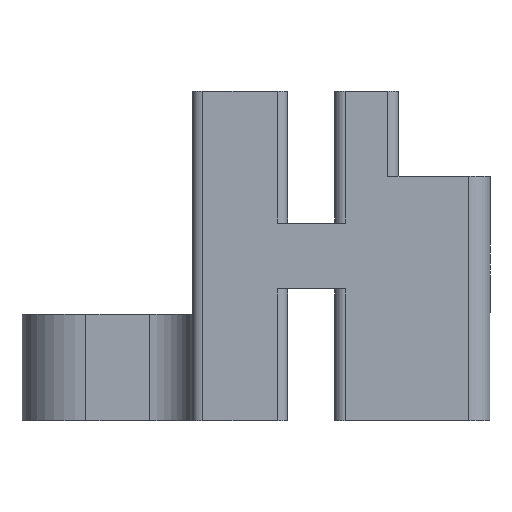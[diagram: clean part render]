
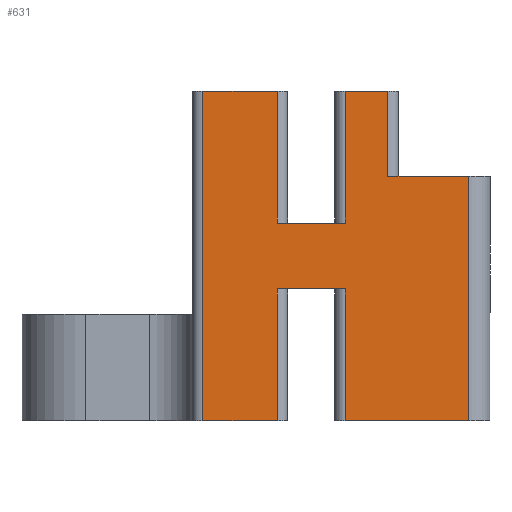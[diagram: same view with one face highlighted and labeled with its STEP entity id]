
A CAD part, left-side view. The second image highlights one B-rep face of the part: STEP entity #631.
In plain terms, the highlighted planar face has unit normal (-1, 0, 0).
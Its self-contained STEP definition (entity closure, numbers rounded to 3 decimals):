
#38 = LINE ( 'NONE', #2379, #3996 ) ;
#61 = LINE ( 'NONE', #4060, #3246 ) ;
#64 = VERTEX_POINT ( 'NONE', #2567 ) ;
#193 = CARTESIAN_POINT ( 'NONE',  ( -20.5, -4.2, 7.75 ) ) ;
#206 = VERTEX_POINT ( 'NONE', #299 ) ;
#230 = VERTEX_POINT ( 'NONE', #1438 ) ;
#243 = DIRECTION ( 'NONE',  ( 0., 0., 1. ) ) ;
#248 = LINE ( 'NONE', #2402, #1209 ) ;
#299 = CARTESIAN_POINT ( 'NONE',  ( -20.5, -6.2, 7.75 ) ) ;
#301 = LINE ( 'NONE', #2129, #3949 ) ;
#426 = LINE ( 'NONE', #3925, #4763 ) ;
#579 = EDGE_CURVE ( 'NONE', #4499, #2847, #3075, .T. ) ;
#614 = CARTESIAN_POINT ( 'NONE',  ( -20.5, -6.2, 7.75 ) ) ;
#631 = ADVANCED_FACE ( 'NONE', ( #2517 ), #4373, .F. ) ;
#686 = CARTESIAN_POINT ( 'NONE',  ( -20.5, -1., 7.75 ) ) ;
#695 = EDGE_CURVE ( 'NONE', #1929, #206, #3774, .T. ) ;
#724 = EDGE_CURVE ( 'NONE', #4591, #64, #426, .T. ) ;
#728 = ORIENTED_EDGE ( 'NONE', *, *, #4432, .T. ) ;
#900 = ORIENTED_EDGE ( 'NONE', *, *, #2437, .T. ) ;
#998 = ORIENTED_EDGE ( 'NONE', *, *, #1775, .F. ) ;
#1013 = LINE ( 'NONE', #614, #4734 ) ;
#1209 = VECTOR ( 'NONE', #1543, 1000. ) ;
#1433 = DIRECTION ( 'NONE',  ( 0., 0., 1. ) ) ;
#1437 = VECTOR ( 'NONE', #4357, 1000. ) ;
#1438 = CARTESIAN_POINT ( 'NONE',  ( -20.5, -1., 1.55 ) ) ;
#1527 = VECTOR ( 'NONE', #2421, 1000. ) ;
#1543 = DIRECTION ( 'NONE',  ( 0., -1., 0. ) ) ;
#1596 = DIRECTION ( 'NONE',  ( 0., 0., -1. ) ) ;
#1632 = DIRECTION ( 'NONE',  ( 0., 0., -1. ) ) ;
#1638 = ORIENTED_EDGE ( 'NONE', *, *, #1864, .T. ) ;
#1702 = ORIENTED_EDGE ( 'NONE', *, *, #3915, .F. ) ;
#1775 = EDGE_CURVE ( 'NONE', #230, #2096, #2389, .T. ) ;
#1814 = ORIENTED_EDGE ( 'NONE', *, *, #2249, .T. ) ;
#1829 = VECTOR ( 'NONE', #4427, 1000. ) ;
#1850 = VERTEX_POINT ( 'NONE', #4492 ) ;
#1864 = EDGE_CURVE ( 'NONE', #2747, #1850, #301, .T. ) ;
#1929 = VERTEX_POINT ( 'NONE', #193 ) ;
#1987 = DIRECTION ( 'NONE',  ( 0., -1., 0. ) ) ;
#2022 = VECTOR ( 'NONE', #243, 1000. ) ;
#2061 = CARTESIAN_POINT ( 'NONE',  ( -20.5, -10., -7.75 ) ) ;
#2063 = VERTEX_POINT ( 'NONE', #2314 ) ;
#2096 = VERTEX_POINT ( 'NONE', #3130 ) ;
#2117 = LINE ( 'NONE', #4754, #1437 ) ;
#2129 = CARTESIAN_POINT ( 'NONE',  ( -20.5, -1.5, -1.55 ) ) ;
#2161 = VERTEX_POINT ( 'NONE', #4502 ) ;
#2249 = EDGE_CURVE ( 'NONE', #1850, #4094, #2117, .T. ) ;
#2314 = CARTESIAN_POINT ( 'NONE',  ( -20.5, -6.2, 3.75 ) ) ;
#2335 = VECTOR ( 'NONE', #1987, 1000. ) ;
#2347 = ORIENTED_EDGE ( 'NONE', *, *, #3800, .T. ) ;
#2355 = ORIENTED_EDGE ( 'NONE', *, *, #4982, .T. ) ;
#2379 = CARTESIAN_POINT ( 'NONE',  ( -20.5, -11., 7.75 ) ) ;
#2389 = LINE ( 'NONE', #3235, #3818 ) ;
#2395 = DIRECTION ( 'NONE',  ( 0., -1., 0. ) ) ;
#2402 = CARTESIAN_POINT ( 'NONE',  ( -20.5, -11., -7.75 ) ) ;
#2421 = DIRECTION ( 'NONE',  ( 0., 0., 1. ) ) ;
#2437 = EDGE_CURVE ( 'NONE', #230, #3257, #3032, .T. ) ;
#2517 = FACE_OUTER_BOUND ( 'NONE', #4331, .T. ) ;
#2567 = CARTESIAN_POINT ( 'NONE',  ( -20.5, 2.5, -7.75 ) ) ;
#2569 = CARTESIAN_POINT ( 'NONE',  ( -20.5, -10., 3.75 ) ) ;
#2707 = LINE ( 'NONE', #4686, #1527 ) ;
#2747 = VERTEX_POINT ( 'NONE', #2955 ) ;
#2799 = CARTESIAN_POINT ( 'NONE',  ( -20.5, -11., 7.75 ) ) ;
#2847 = VERTEX_POINT ( 'NONE', #2569 ) ;
#2955 = CARTESIAN_POINT ( 'NONE',  ( -20.5, -1., -1.55 ) ) ;
#2956 = VECTOR ( 'NONE', #5020, 1000. ) ;
#3032 = LINE ( 'NONE', #686, #3917 ) ;
#3067 = ORIENTED_EDGE ( 'NONE', *, *, #3595, .T. ) ;
#3075 = LINE ( 'NONE', #4973, #2022 ) ;
#3130 = CARTESIAN_POINT ( 'NONE',  ( -20.5, -4.2, 1.55 ) ) ;
#3137 = ORIENTED_EDGE ( 'NONE', *, *, #4815, .F. ) ;
#3152 = CARTESIAN_POINT ( 'NONE',  ( -20.5, -4.2, -7.75 ) ) ;
#3192 = CARTESIAN_POINT ( 'NONE',  ( -20.5, -11., 7.75 ) ) ;
#3207 = DIRECTION ( 'NONE',  ( 1., 0., 0. ) ) ;
#3212 = ORIENTED_EDGE ( 'NONE', *, *, #4079, .T. ) ;
#3235 = CARTESIAN_POINT ( 'NONE',  ( -20.5, -1.5, 1.55 ) ) ;
#3246 = VECTOR ( 'NONE', #4845, 1000. ) ;
#3257 = VERTEX_POINT ( 'NONE', #3348 ) ;
#3279 = DIRECTION ( 'NONE',  ( 0., -1., 0. ) ) ;
#3348 = CARTESIAN_POINT ( 'NONE',  ( -20.5, -1., 7.75 ) ) ;
#3595 = EDGE_CURVE ( 'NONE', #2161, #2747, #2707, .T. ) ;
#3677 = DIRECTION ( 'NONE',  ( 0., -1., 0. ) ) ;
#3683 = CARTESIAN_POINT ( 'NONE',  ( -20.5, 2.5, 7.75 ) ) ;
#3774 = LINE ( 'NONE', #3192, #2335 ) ;
#3800 = EDGE_CURVE ( 'NONE', #1929, #2096, #4638, .T. ) ;
#3817 = CARTESIAN_POINT ( 'NONE',  ( -20.5, -4.2, 7.75 ) ) ;
#3818 = VECTOR ( 'NONE', #3279, 1000. ) ;
#3915 = EDGE_CURVE ( 'NONE', #2063, #2847, #61, .T. ) ;
#3917 = VECTOR ( 'NONE', #1433, 1000. ) ;
#3925 = CARTESIAN_POINT ( 'NONE',  ( -20.5, 2.5, -7.75 ) ) ;
#3949 = VECTOR ( 'NONE', #3677, 1000. ) ;
#3996 = VECTOR ( 'NONE', #2395, 1000. ) ;
#4018 = LINE ( 'NONE', #4324, #1829 ) ;
#4060 = CARTESIAN_POINT ( 'NONE',  ( -20.5, -11., 3.75 ) ) ;
#4079 = EDGE_CURVE ( 'NONE', #4094, #4499, #248, .T. ) ;
#4094 = VERTEX_POINT ( 'NONE', #3152 ) ;
#4134 = ORIENTED_EDGE ( 'NONE', *, *, #579, .T. ) ;
#4161 = ORIENTED_EDGE ( 'NONE', *, *, #695, .F. ) ;
#4188 = AXIS2_PLACEMENT_3D ( 'NONE', #2799, #3207, #1632 ) ;
#4324 = CARTESIAN_POINT ( 'NONE',  ( -20.5, -11., -7.75 ) ) ;
#4331 = EDGE_LOOP ( 'NONE', ( #3212, #4134, #1702, #2355, #4161, #2347, #998, #900, #3137, #4680, #728, #3067, #1638, #1814 ) ) ;
#4357 = DIRECTION ( 'NONE',  ( 0., 0., -1. ) ) ;
#4373 = PLANE ( 'NONE',  #4188 ) ;
#4427 = DIRECTION ( 'NONE',  ( 0., -1., 0. ) ) ;
#4432 = EDGE_CURVE ( 'NONE', #64, #2161, #4018, .T. ) ;
#4492 = CARTESIAN_POINT ( 'NONE',  ( -20.5, -4.2, -1.55 ) ) ;
#4499 = VERTEX_POINT ( 'NONE', #2061 ) ;
#4502 = CARTESIAN_POINT ( 'NONE',  ( -20.5, -1., -7.75 ) ) ;
#4591 = VERTEX_POINT ( 'NONE', #3683 ) ;
#4605 = DIRECTION ( 'NONE',  ( 0., 0., 1. ) ) ;
#4638 = LINE ( 'NONE', #3817, #2956 ) ;
#4680 = ORIENTED_EDGE ( 'NONE', *, *, #724, .T. ) ;
#4686 = CARTESIAN_POINT ( 'NONE',  ( -20.5, -1., -1.55 ) ) ;
#4734 = VECTOR ( 'NONE', #4605, 1000. ) ;
#4754 = CARTESIAN_POINT ( 'NONE',  ( -20.5, -4.2, -7.75 ) ) ;
#4763 = VECTOR ( 'NONE', #1596, 1000. ) ;
#4815 = EDGE_CURVE ( 'NONE', #4591, #3257, #38, .T. ) ;
#4845 = DIRECTION ( 'NONE',  ( 0., -1., 0. ) ) ;
#4973 = CARTESIAN_POINT ( 'NONE',  ( -20.5, -10., 7.75 ) ) ;
#4982 = EDGE_CURVE ( 'NONE', #2063, #206, #1013, .T. ) ;
#5020 = DIRECTION ( 'NONE',  ( 0., 0., -1. ) ) ;
